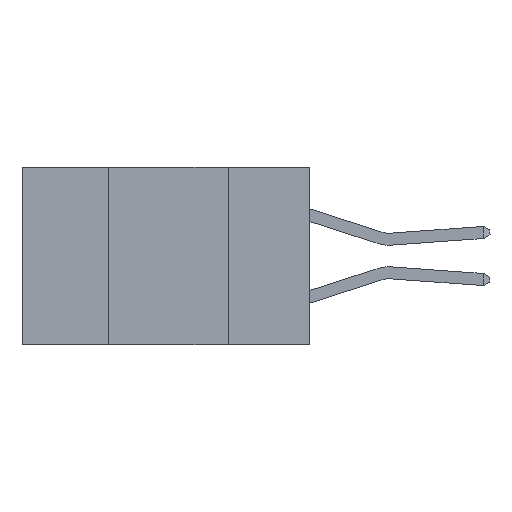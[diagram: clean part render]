
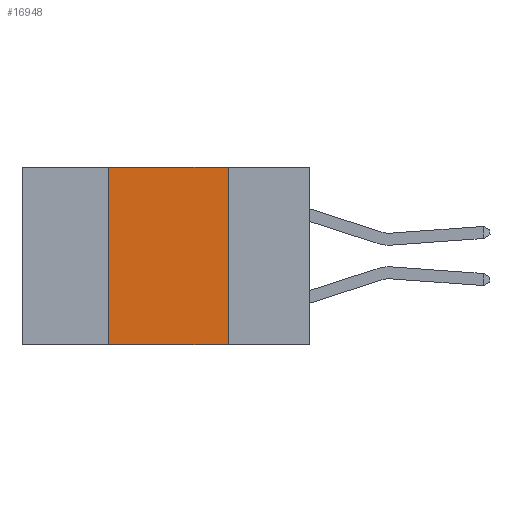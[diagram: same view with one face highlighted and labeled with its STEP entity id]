
A CAD part, left-side view. The second image highlights one B-rep face of the part: STEP entity #16948.
In plain terms, the highlighted planar face has unit normal (-1, 0, 0).
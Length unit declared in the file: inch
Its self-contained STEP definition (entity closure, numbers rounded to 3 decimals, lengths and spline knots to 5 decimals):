
#819 = DIRECTION ( 'NONE',  ( 0., 0., -1. ) ) ;
#2093 = VERTEX_POINT ( 'NONE', #11863 ) ;
#3227 = VERTEX_POINT ( 'NONE', #6281 ) ;
#3671 = VECTOR ( 'NONE', #6989, 39.37008 ) ;
#3686 = CARTESIAN_POINT ( 'NONE',  ( 0., 0.6, 0. ) ) ;
#3687 = CARTESIAN_POINT ( 'NONE',  ( 0., 0.42, 0. ) ) ;
#3802 = EDGE_CURVE ( 'NONE', #2093, #4672, #11658, .T. ) ;
#4672 = VERTEX_POINT ( 'NONE', #7412 ) ;
#5194 = CARTESIAN_POINT ( 'NONE',  ( 0., 0.6, 0. ) ) ;
#5278 = LINE ( 'NONE', #3687, #8356 ) ;
#5430 = DIRECTION ( 'NONE',  ( 0., 0., -1. ) ) ;
#6281 = CARTESIAN_POINT ( 'NONE',  ( 0., 0.42, 0. ) ) ;
#6989 = DIRECTION ( 'NONE',  ( 0., -1., 0. ) ) ;
#7412 = CARTESIAN_POINT ( 'NONE',  ( 0., 0.17, -0.37 ) ) ;
#7513 = ORIENTED_EDGE ( 'NONE', *, *, #19172, .F. ) ;
#7802 = LINE ( 'NONE', #5194, #3671 ) ;
#8356 = VECTOR ( 'NONE', #17656, 39.37008 ) ;
#8535 = VERTEX_POINT ( 'NONE', #11052 ) ;
#10502 = EDGE_CURVE ( 'NONE', #2093, #3227, #5278, .T. ) ;
#11052 = CARTESIAN_POINT ( 'NONE',  ( 0., 0.17, 0. ) ) ;
#11658 = LINE ( 'NONE', #14509, #20782 ) ;
#11863 = CARTESIAN_POINT ( 'NONE',  ( 0., 0.42, -0.37 ) ) ;
#12528 = ORIENTED_EDGE ( 'NONE', *, *, #10502, .F. ) ;
#13053 = CARTESIAN_POINT ( 'NONE',  ( 0., 0.17, 0. ) ) ;
#14509 = CARTESIAN_POINT ( 'NONE',  ( 0., 0.6, -0.37 ) ) ;
#14518 = ORIENTED_EDGE ( 'NONE', *, *, #18839, .F. ) ;
#14530 = DIRECTION ( 'NONE',  ( 0., -1., 0. ) ) ;
#15939 = DIRECTION ( 'NONE',  ( 1., 0., 0. ) ) ;
#16948 = ADVANCED_FACE ( 'NONE', ( #20887 ), #20957, .F. ) ;
#17041 = VECTOR ( 'NONE', #819, 39.37008 ) ;
#17656 = DIRECTION ( 'NONE',  ( 0., 0., 1. ) ) ;
#18532 = AXIS2_PLACEMENT_3D ( 'NONE', #3686, #15939, #5430 ) ;
#18839 = EDGE_CURVE ( 'NONE', #3227, #8535, #7802, .T. ) ;
#19087 = ORIENTED_EDGE ( 'NONE', *, *, #3802, .T. ) ;
#19172 = EDGE_CURVE ( 'NONE', #8535, #4672, #21512, .T. ) ;
#20782 = VECTOR ( 'NONE', #14530, 39.37008 ) ;
#20785 = EDGE_LOOP ( 'NONE', ( #7513, #14518, #12528, #19087 ) ) ;
#20887 = FACE_OUTER_BOUND ( 'NONE', #20785, .T. ) ;
#20957 = PLANE ( 'NONE',  #18532 ) ;
#21512 = LINE ( 'NONE', #13053, #17041 ) ;
